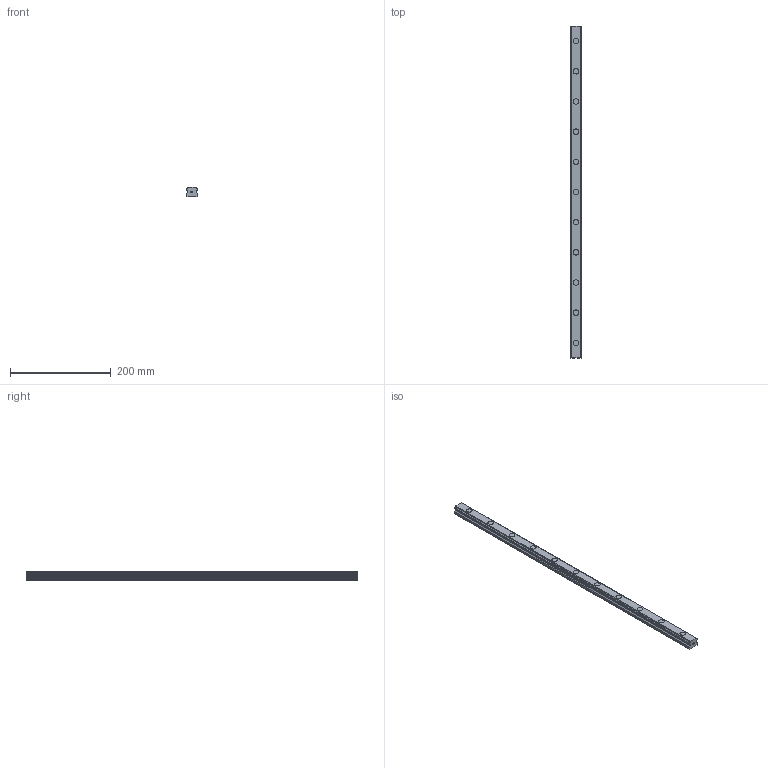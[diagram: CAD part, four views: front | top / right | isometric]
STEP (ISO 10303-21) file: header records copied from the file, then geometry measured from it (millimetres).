
FILE_DESCRIPTION(('STEP AP214'),'1');
FILE_NAME('cctmp_B82C9A09-497D-41C2-902C-21649D43A0F5_2021_02_09_17_16_47_0569..stp','2021-02-09T16:16:47',('HIWIN GmbH'),('CADClick - www.CADClick.com'),'Spatial InterOp 3D',' ','unknown authorization');
FILE_SCHEMA(('AUTOMOTIVE_DESIGN'));
Length unit declared in the file: millimetre
Products named in the file (1): EGR25R660C_FILE
Bounding box: 23 x 660 x 18 mm (x, y, z)
Volume: 227000 mm3; surface area: 61892.8 mm2
Topology: 1 solids, 1 shells, 237 faces, 627 edges, 418 vertices
Faces by surface type: plane 151, cylinder 86
Entity records: 9361 total; most frequent: DIRECTION 1363, CARTESIAN_POINT 1283, ORIENTED_EDGE 1254, EDGE_CURVE 627, AXIS2_PLACEMENT_3D 498, VERTEX_POINT 418, LINE 367, VECTOR 367
